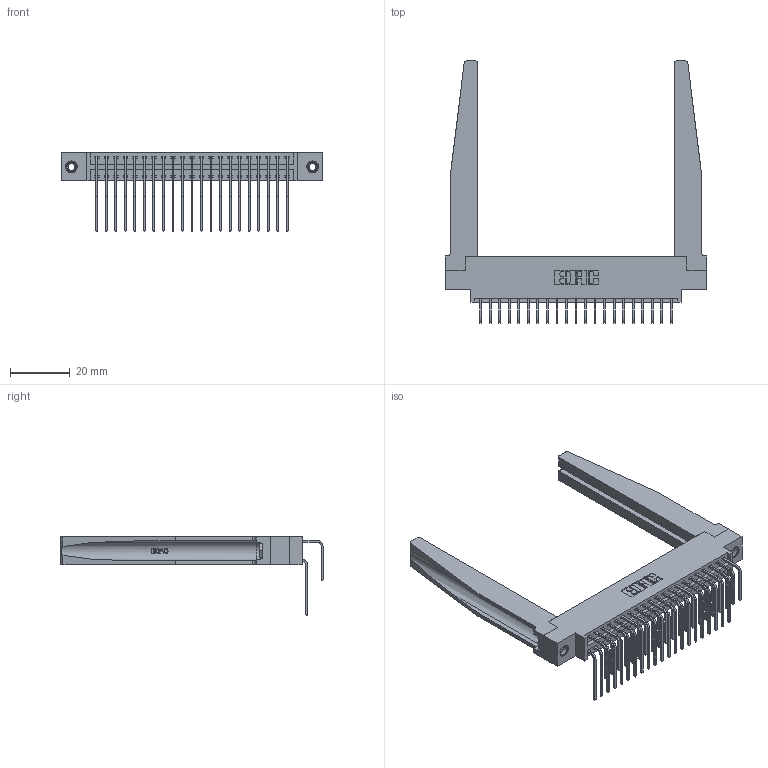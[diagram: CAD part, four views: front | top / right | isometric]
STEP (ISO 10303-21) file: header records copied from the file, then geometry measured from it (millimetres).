
FILE_DESCRIPTION (( 'STEP AP203' ), '1' );
FILE_NAME ('346-042-558-878.STEP', '2022-05-20T05:29:55', ( '' ), ( '' ), 'SwSTEP 2.0', 'SolidWorks 2020', '' );
FILE_SCHEMA (( 'CONFIG_CONTROL_DESIGN' ));
Length unit declared in the file: inch
Products named in the file (6): 346-220-078_345-220-078; 346-042-558-878; 346 Part_0.170 Offset - 0.156 Dia-TH; 345-292-001_558 559 Tail - 1; 345-250-001_345-250-001-102; 345-292-001_558 Tail - 2
Assembly tree (47 placements, depth 2):
  346-042-558-878
    346 Part_0.170 Offset - 0.156 Dia-TH
    345-292-001_558 559 Tail - 1  x21
    345-292-001_558 Tail - 2  x21
    346-220-078_345-220-078  x2
    345-250-001_345-250-001-102  x2
Bounding box: 87.25 x 87.44 x 26.16 mm (x, y, z)
Volume: 15323.2 mm3; surface area: 19150 mm2
Topology: 47 solids, 47 shells, 2642 faces, 7747 edges, 5098 vertices
Faces by surface type: plane 1790, cylinder 800, bspline 36, cone 12, torus 4
Entity records: 23612 total; most frequent: CARTESIAN_POINT 4916, ORIENTED_EDGE 3686, DIRECTION 3341, EDGE_CURVE 1843, VECTOR 1493, LINE 1493, VERTEX_POINT 1220, AXIS2_PLACEMENT_3D 924
